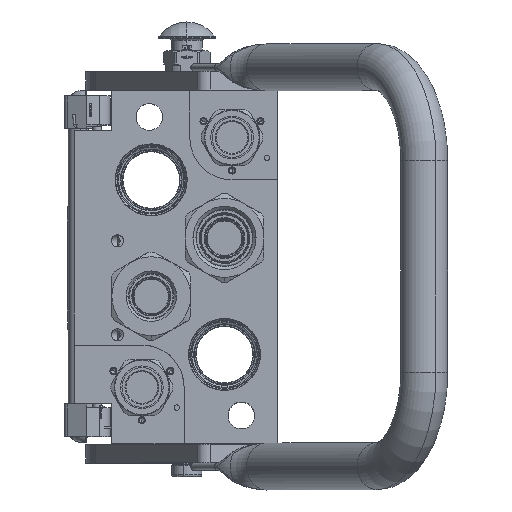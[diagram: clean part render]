
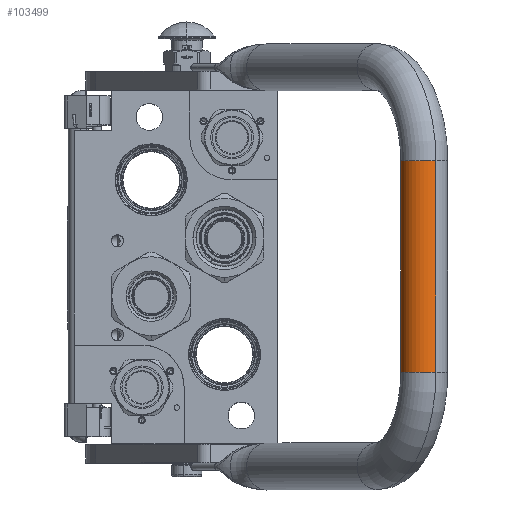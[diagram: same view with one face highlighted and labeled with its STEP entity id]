
A CAD part, top view. The second image highlights one B-rep face of the part: STEP entity #103499.
In plain terms, the highlighted cylindrical face has radius 12.5 mm (diameter 25 mm), a partial arc.
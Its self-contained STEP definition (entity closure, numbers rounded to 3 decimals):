
#12951 = AXIS2_PLACEMENT_3D ( 'NONE', #25004, #141533, #40508 ) ;
#15728 = VERTEX_POINT ( 'NONE', #156589 ) ;
#25004 = CARTESIAN_POINT ( 'NONE',  ( -56.25, 0., 167.5 ) ) ;
#25172 = VERTEX_POINT ( 'NONE', #125168 ) ;
#26998 = VERTEX_POINT ( 'NONE', #188026 ) ;
#38519 = ORIENTED_EDGE ( 'NONE', *, *, #85152, .F. ) ;
#39310 = AXIS2_PLACEMENT_3D ( 'NONE', #78611, #123222, #182198 ) ;
#40508 = DIRECTION ( 'NONE',  ( 0., 0., -1. ) ) ;
#40924 = VECTOR ( 'NONE', #126404, 1000. ) ;
#51775 = DIRECTION ( 'NONE',  ( 1., 0., 0. ) ) ;
#58715 = EDGE_CURVE ( 'NONE', #15728, #26998, #142951, .T. ) ;
#65990 = CARTESIAN_POINT ( 'NONE',  ( -56.25, 0., 180. ) ) ;
#78611 = CARTESIAN_POINT ( 'NONE',  ( -56.25, 0., 167.5 ) ) ;
#83071 = LINE ( 'NONE', #65990, #166423 ) ;
#83077 = CARTESIAN_POINT ( 'NONE',  ( -56.25, 0., 155. ) ) ;
#85152 = EDGE_CURVE ( 'NONE', #123567, #25172, #117931, .T. ) ;
#87006 = CYLINDRICAL_SURFACE ( 'NONE', #12951, 12.5 ) ;
#100501 = EDGE_LOOP ( 'NONE', ( #117827, #38519, #127383, #150656 ) ) ;
#103499 = ADVANCED_FACE ( 'NONE', ( #188992 ), #87006, .T. ) ;
#105727 = LINE ( 'NONE', #83077, #40924 ) ;
#111099 = AXIS2_PLACEMENT_3D ( 'NONE', #119122, #161218, #133972 ) ;
#117827 = ORIENTED_EDGE ( 'NONE', *, *, #150605, .T. ) ;
#117931 = CIRCLE ( 'NONE', #111099, 12.5 ) ;
#119122 = CARTESIAN_POINT ( 'NONE',  ( 56.25, 0., 167.5 ) ) ;
#123222 = DIRECTION ( 'NONE',  ( 1., 0., 0. ) ) ;
#123567 = VERTEX_POINT ( 'NONE', #166861 ) ;
#125072 = EDGE_CURVE ( 'NONE', #15728, #123567, #83071, .T. ) ;
#125168 = CARTESIAN_POINT ( 'NONE',  ( 56.25, 0., 155. ) ) ;
#126404 = DIRECTION ( 'NONE',  ( 1., 0., 0. ) ) ;
#127383 = ORIENTED_EDGE ( 'NONE', *, *, #125072, .F. ) ;
#133972 = DIRECTION ( 'NONE',  ( 0., 0., 1. ) ) ;
#141533 = DIRECTION ( 'NONE',  ( -1., 0., 0. ) ) ;
#142951 = CIRCLE ( 'NONE', #39310, 12.5 ) ;
#150605 = EDGE_CURVE ( 'NONE', #26998, #25172, #105727, .T. ) ;
#150656 = ORIENTED_EDGE ( 'NONE', *, *, #58715, .T. ) ;
#156589 = CARTESIAN_POINT ( 'NONE',  ( -56.25, 0., 180. ) ) ;
#161218 = DIRECTION ( 'NONE',  ( 1., 0., 0. ) ) ;
#166423 = VECTOR ( 'NONE', #51775, 1000. ) ;
#166861 = CARTESIAN_POINT ( 'NONE',  ( 56.25, 0., 180. ) ) ;
#182198 = DIRECTION ( 'NONE',  ( 0., 0., 1. ) ) ;
#188026 = CARTESIAN_POINT ( 'NONE',  ( -56.25, 0., 155. ) ) ;
#188992 = FACE_OUTER_BOUND ( 'NONE', #100501, .T. ) ;
